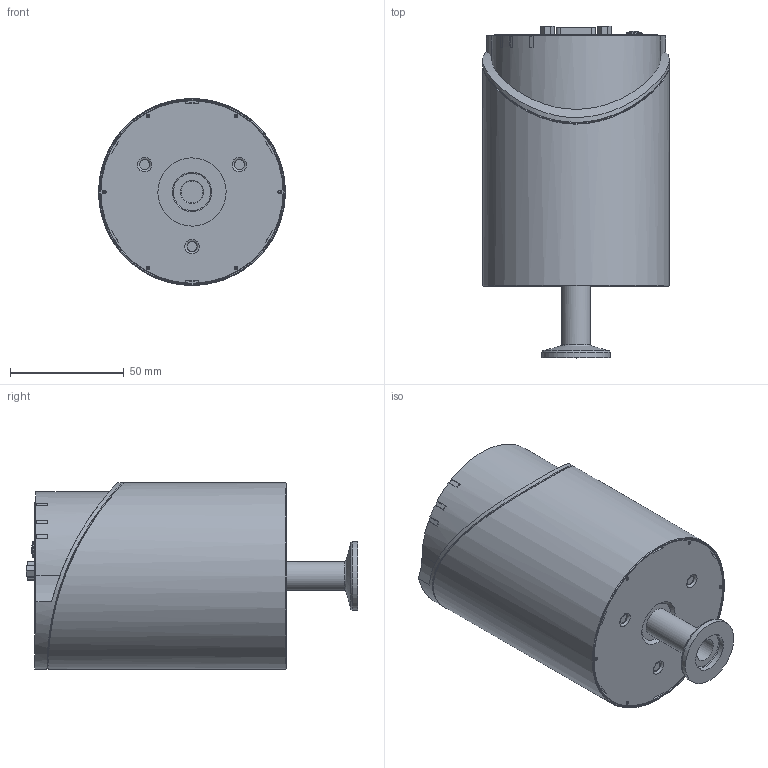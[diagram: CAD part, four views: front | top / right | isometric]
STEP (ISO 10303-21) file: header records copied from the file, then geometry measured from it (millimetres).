
FILE_DESCRIPTION(/* description */ (''),/* implementation_level */ '2;1');
FILE_NAME(/* name */ 'MCDG045D_9DSUB_16KF.stp',/* time_stamp */ '2023-01-31T16:18:57+01:00',/* author */ ('cons002'),/* organization */ (''),/* preprocessor_version */ 'ST-DEVELOPER v18.1',/* originating_system */ 'Autodesk Inventor 2021',/* authorisation */ '');
FILE_SCHEMA (('AUTOMOTIVE_DESIGN { 1 0 10303 214 3 1 1 }'));
Length unit declared in the file: millimetre
Products named in the file (1): MCDG045D_9DSUB_16KF
Bounding box: 82 x 145.75 x 82 mm (x, y, z)
Volume: 568897.3 mm3; surface area: 62843.1 mm2
Topology: 1 solids, 8 shells, 1361 faces, 3938 edges, 2523 vertices
Faces by surface type: plane 728, cylinder 438, bspline 126, torus 29, sphere 21, cone 19
Full cylindrical faces by diameter (mm): 0.8 x9, 1 x5, 1.5 x1, 2.156 x2, 2.5 x1, 2.6 x1, 2.845 x2, 3.2 x2, 3.8 x2, 4 x1, 4.467 x1, 4.5 x1, 7 x1, 9.6 x1, 10.2 x1, 10.6 x1, 11.5 x1, 12.7 x1, 17.2 x1, 30 x1, 82 x2
Entity records: 50241 total; most frequent: CARTESIAN_POINT 12836, ORIENTED_EDGE 7852, DIRECTION 7098, EDGE_CURVE 3926, VERTEX_POINT 2523, LINE 2512, VECTOR 2512, AXIS2_PLACEMENT_3D 2293
